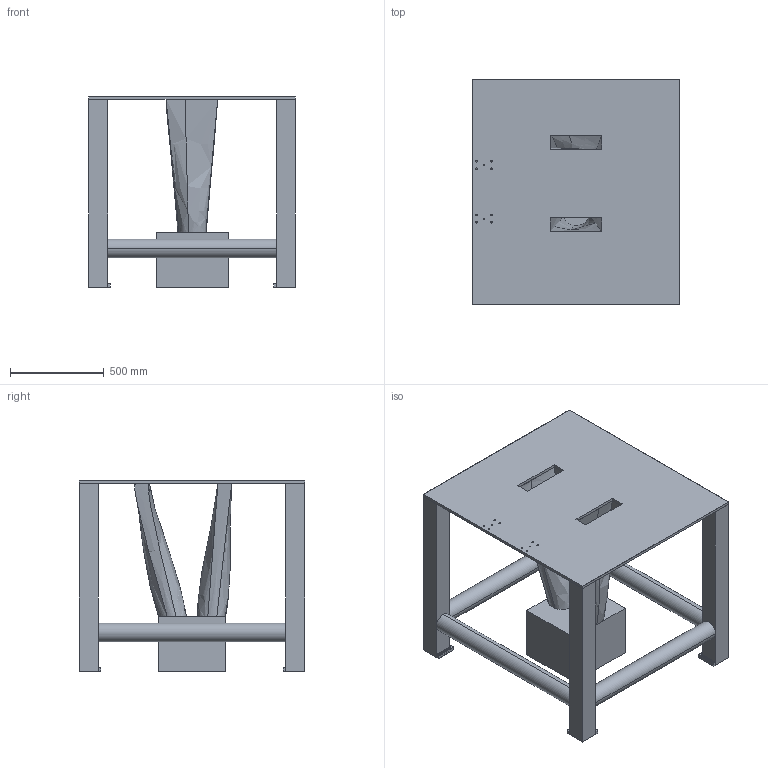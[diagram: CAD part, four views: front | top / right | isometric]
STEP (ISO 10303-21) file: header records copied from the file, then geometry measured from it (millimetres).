
FILE_DESCRIPTION(/* description */ (''),/* implementation_level */ '2;1');
FILE_NAME(/* name */ 'table',/* time_stamp */ '2020-08-15T13:34:06+01:00',/* author */ (''),/* organization */ (''),/* preprocessor_version */ 'ST-DEVELOPER v15',/* originating_system */ '',/* authorisation */ '');
FILE_SCHEMA (('AUTOMOTIVE_DESIGN'));
Length unit declared in the file: millimetre
Products named in the file (1): Document
Bounding box: 1100.89 x 1200 x 1015 mm (x, y, z)
Volume: 128947045.2 mm3; surface area: 7204603.4 mm2
Topology: 14 solids, 16 shells, 323 faces, 793 edges, 504 vertices
Faces by surface type: bspline 239, plane 84
Entity records: 13454 total; most frequent: CARTESIAN_POINT 8747, ORIENTED_EDGE 1542, EDGE_CURVE 783, VERTEX_POINT 488, EDGE_LOOP 443, ADVANCED_FACE 323, FACE_OUTER_BOUND 323, B_SPLINE_CURVE_WITH_KNOTS 229
